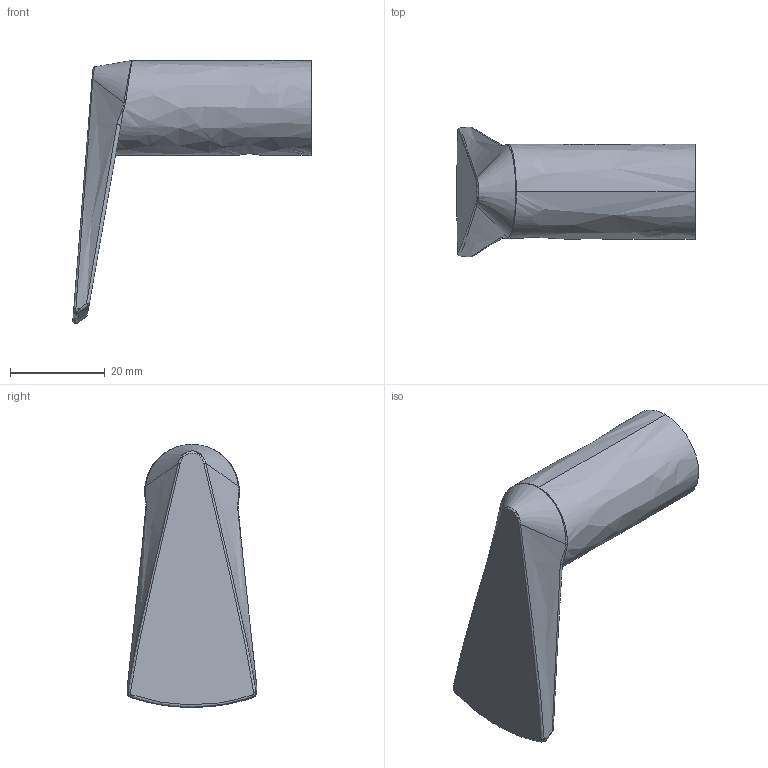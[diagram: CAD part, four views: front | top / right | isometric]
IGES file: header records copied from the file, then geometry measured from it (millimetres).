
Start section:  PTC IGES file: GPF7252100000G000_1.igs
Global section: file name: GPF7252100000G000_1.igs; native system: Creo Parametric by PTC Inc.; preprocessor: 2020281; author: plmexport; organization: Unknown; date: 20240223.193551; units: inch
Bounding box: 50.34 x 27.39 x 55.57 mm (x, y, z)
Surface area: 6582 mm2 (no closed solid volume)
Topology: 0 solids, 0 shells, 69 faces, 298 edges, 294 vertices
Faces by surface type: bspline 69
